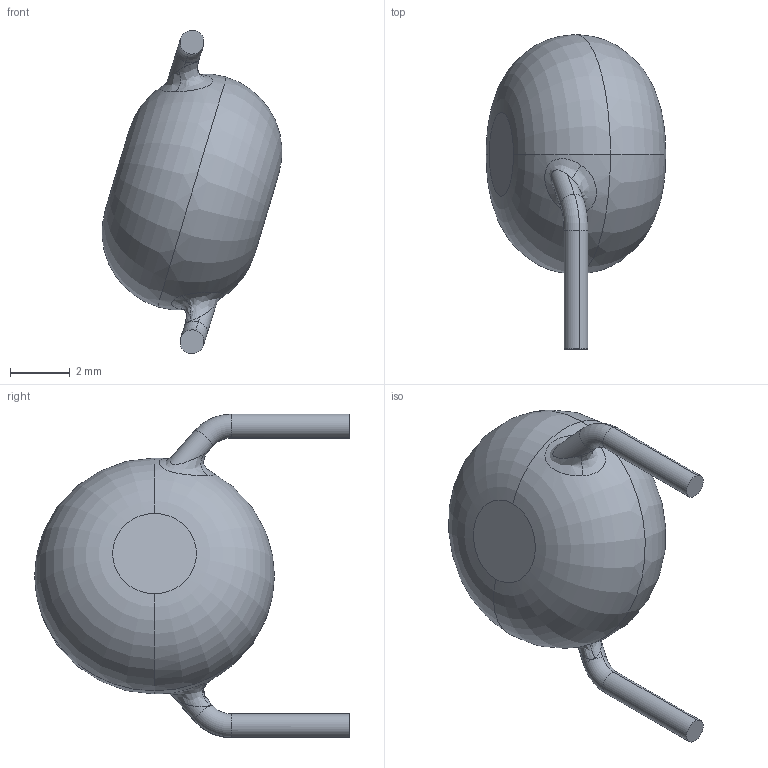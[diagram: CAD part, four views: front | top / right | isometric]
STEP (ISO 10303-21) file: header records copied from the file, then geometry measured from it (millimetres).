
FILE_DESCRIPTION (( 'STEP AP214' ), '1' );
FILE_NAME ('Y1.STEP', '2020-01-14T16:16:30', ( '' ), ( '' ), 'SwSTEP 2.0', 'SolidWorks 2017', '' );
FILE_SCHEMA (( 'AUTOMOTIVE_DESIGN' ));
Length unit declared in the file: millimetre
Products named in the file (2): Y1
Assembly tree (1 placements, depth 2):
  Y1
    Y1
Bounding box: 6 x 10.5 x 10.8 mm (x, y, z)
Volume: 205.6 mm3; surface area: 199.3 mm2
Topology: 1 solids, 1 shells, 24 faces, 58 edges, 38 vertices
Faces by surface type: torus 8, cylinder 8, bspline 4, plane 4
Entity records: 2178 total; most frequent: CARTESIAN_POINT 1406, DIRECTION 124, ORIENTED_EDGE 116, EDGE_CURVE 58, AXIS2_PLACEMENT_3D 58, VERTEX_POINT 38, CIRCLE 34, EDGE_LOOP 26
